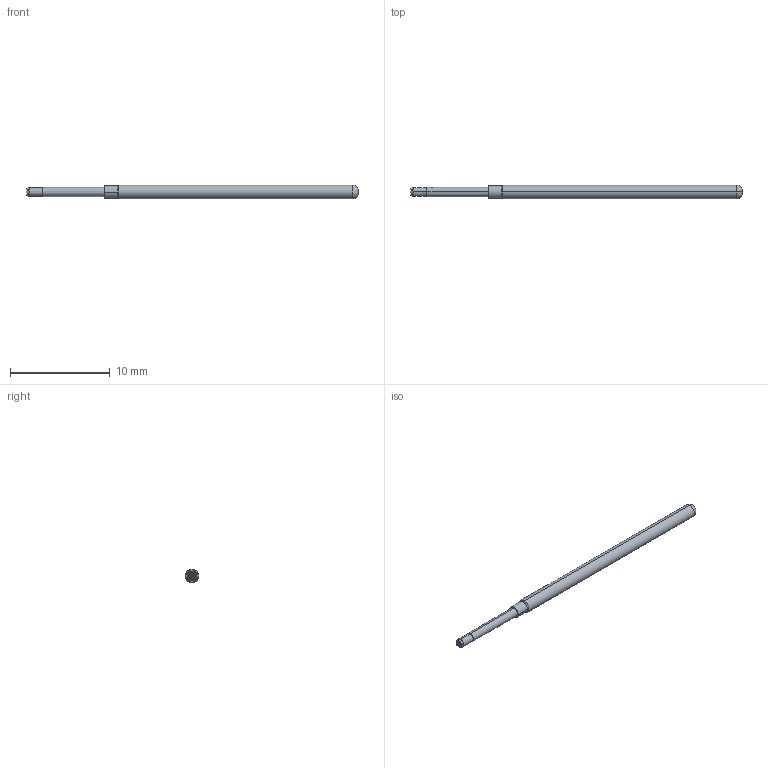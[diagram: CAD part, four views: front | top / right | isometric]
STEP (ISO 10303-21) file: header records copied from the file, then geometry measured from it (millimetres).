
FILE_DESCRIPTION (( 'STEP AP214' ), '1' );
FILE_NAME ('100-PRP2549_.STEP', '2016-05-26T12:53:11', ( 'spare' ), ( '' ), 'SwSTEP 2.0', 'SolidWorks 2016', '' );
FILE_SCHEMA (( 'AUTOMOTIVE_DESIGN' ));
Length unit declared in the file: inch
Products named in the file (1): 100-PRP2549_
Bounding box: 33.28 x 1.37 x 1.37 mm (x, y, z)
Volume: 41.9 mm3; surface area: 132.8 mm2
Topology: 1 solids, 1 shells, 164 faces, 418 edges, 257 vertices
Faces by surface type: bspline 88, cone 56, plane 11, cylinder 7, torus 2
Entity records: 9199 total; most frequent: CARTESIAN_POINT 3895, ORIENTED_EDGE 836, DIRECTION 425, EDGE_CURVE 418, B_SPLINE_CURVE_WITH_KNOTS 259, VERTEX_POINT 257, AXIS2_PLACEMENT_3D 205, LENGTH_MEASURE_WITH_UNIT 167
